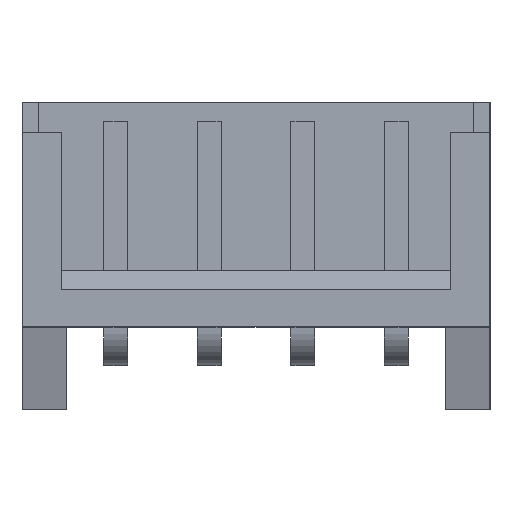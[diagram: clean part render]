
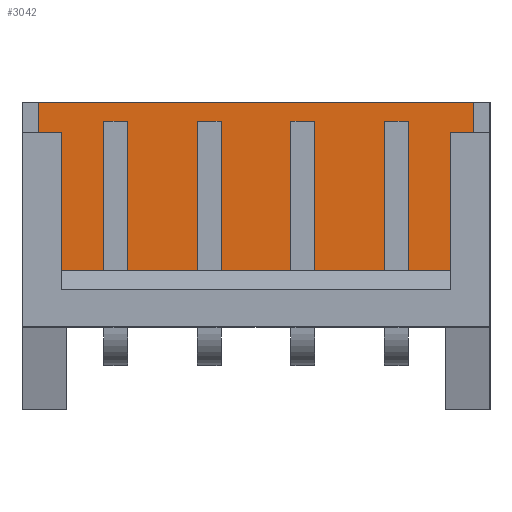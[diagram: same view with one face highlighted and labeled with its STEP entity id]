
A CAD part, top view. The second image highlights one B-rep face of the part: STEP entity #3042.
In plain terms, the highlighted planar face has unit normal (0, 0, 1).
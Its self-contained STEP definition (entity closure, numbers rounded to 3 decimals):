
#44 = PLANE('',#45);
#45 = AXIS2_PLACEMENT_3D('',#46,#47,#48);
#46 = CARTESIAN_POINT('',(10.,2.2,2.7));
#47 = DIRECTION('',(0.,-1.,0.));
#48 = DIRECTION('',(0.,0.,-1.));
#966 = VERTEX_POINT('',#967);
#967 = CARTESIAN_POINT('',(9.55,2.2,0.9));
#981 = PLANE('',#982);
#982 = AXIS2_PLACEMENT_3D('',#983,#984,#985);
#983 = CARTESIAN_POINT('',(9.55,6.7,0.9));
#984 = DIRECTION('',(1.,0.,0.));
#985 = DIRECTION('',(0.,0.,-1.));
#993 = EDGE_CURVE('',#966,#994,#996,.T.);
#994 = VERTEX_POINT('',#995);
#995 = CARTESIAN_POINT('',(-2.05,2.2,0.9));
#996 = SURFACE_CURVE('',#997,(#1001,#1008),.PCURVE_S1.);
#997 = LINE('',#998,#999);
#998 = CARTESIAN_POINT('',(10.,2.2,0.9));
#999 = VECTOR('',#1000,1.);
#1000 = DIRECTION('',(-1.,0.,0.));
#1001 = PCURVE('',#44,#1002);
#1002 = DEFINITIONAL_REPRESENTATION('',(#1003),#1007);
#1003 = LINE('',#1004,#1005);
#1004 = CARTESIAN_POINT('',(1.8,0.));
#1005 = VECTOR('',#1006,1.);
#1006 = DIRECTION('',(0.,-1.));
#1007 = ( GEOMETRIC_REPRESENTATION_CONTEXT(2) 
PARAMETRIC_REPRESENTATION_CONTEXT() REPRESENTATION_CONTEXT('2D SPACE',''
  ) );
#1008 = PCURVE('',#1009,#1014);
#1009 = PLANE('',#1010);
#1010 = AXIS2_PLACEMENT_3D('',#1011,#1012,#1013);
#1011 = CARTESIAN_POINT('',(10.,6.7,0.9));
#1012 = DIRECTION('',(0.,0.,-1.));
#1013 = DIRECTION('',(-1.,0.,0.));
#1014 = DEFINITIONAL_REPRESENTATION('',(#1015),#1019);
#1015 = LINE('',#1016,#1017);
#1016 = CARTESIAN_POINT('',(0.,-4.5));
#1017 = VECTOR('',#1018,1.);
#1018 = DIRECTION('',(1.,0.));
#1019 = ( GEOMETRIC_REPRESENTATION_CONTEXT(2) 
PARAMETRIC_REPRESENTATION_CONTEXT() REPRESENTATION_CONTEXT('2D SPACE',''
  ) );
#1037 = PLANE('',#1038);
#1038 = AXIS2_PLACEMENT_3D('',#1039,#1040,#1041);
#1039 = CARTESIAN_POINT('',(-2.05,6.7,0.9));
#1040 = DIRECTION('',(-1.,0.,0.));
#1041 = DIRECTION('',(0.,0.,1.));
#1160 = VERTEX_POINT('',#1161);
#1161 = CARTESIAN_POINT('',(9.55,6.7,0.9));
#1175 = PLANE('',#1176);
#1176 = AXIS2_PLACEMENT_3D('',#1177,#1178,#1179);
#1177 = CARTESIAN_POINT('',(10.,6.7,0.9));
#1178 = DIRECTION('',(0.,-1.,0.));
#1179 = DIRECTION('',(-1.,0.,0.));
#1187 = EDGE_CURVE('',#1160,#966,#1188,.T.);
#1188 = SURFACE_CURVE('',#1189,(#1193,#1200),.PCURVE_S1.);
#1189 = LINE('',#1190,#1191);
#1190 = CARTESIAN_POINT('',(9.55,6.7,0.9));
#1191 = VECTOR('',#1192,1.);
#1192 = DIRECTION('',(0.,-1.,0.));
#1193 = PCURVE('',#981,#1194);
#1194 = DEFINITIONAL_REPRESENTATION('',(#1195),#1199);
#1195 = LINE('',#1196,#1197);
#1196 = CARTESIAN_POINT('',(0.,0.));
#1197 = VECTOR('',#1198,1.);
#1198 = DIRECTION('',(0.,-1.));
#1199 = ( GEOMETRIC_REPRESENTATION_CONTEXT(2) 
PARAMETRIC_REPRESENTATION_CONTEXT() REPRESENTATION_CONTEXT('2D SPACE',''
  ) );
#1200 = PCURVE('',#1009,#1201);
#1201 = DEFINITIONAL_REPRESENTATION('',(#1202),#1206);
#1202 = LINE('',#1203,#1204);
#1203 = CARTESIAN_POINT('',(0.45,0.));
#1204 = VECTOR('',#1205,1.);
#1205 = DIRECTION('',(0.,-1.));
#1206 = ( GEOMETRIC_REPRESENTATION_CONTEXT(2) 
PARAMETRIC_REPRESENTATION_CONTEXT() REPRESENTATION_CONTEXT('2D SPACE',''
  ) );
#2766 = EDGE_CURVE('',#2767,#994,#2769,.T.);
#2767 = VERTEX_POINT('',#2768);
#2768 = CARTESIAN_POINT('',(-2.05,6.7,0.9));
#2769 = SURFACE_CURVE('',#2770,(#2774,#2781),.PCURVE_S1.);
#2770 = LINE('',#2771,#2772);
#2771 = CARTESIAN_POINT('',(-2.05,6.7,0.9));
#2772 = VECTOR('',#2773,1.);
#2773 = DIRECTION('',(0.,-1.,0.));
#2774 = PCURVE('',#1037,#2775);
#2775 = DEFINITIONAL_REPRESENTATION('',(#2776),#2780);
#2776 = LINE('',#2777,#2778);
#2777 = CARTESIAN_POINT('',(0.,0.));
#2778 = VECTOR('',#2779,1.);
#2779 = DIRECTION('',(0.,-1.));
#2780 = ( GEOMETRIC_REPRESENTATION_CONTEXT(2) 
PARAMETRIC_REPRESENTATION_CONTEXT() REPRESENTATION_CONTEXT('2D SPACE',''
  ) );
#2781 = PCURVE('',#1009,#2782);
#2782 = DEFINITIONAL_REPRESENTATION('',(#2783),#2787);
#2783 = LINE('',#2784,#2785);
#2784 = CARTESIAN_POINT('',(12.05,0.));
#2785 = VECTOR('',#2786,1.);
#2786 = DIRECTION('',(0.,-1.));
#2787 = ( GEOMETRIC_REPRESENTATION_CONTEXT(2) 
PARAMETRIC_REPRESENTATION_CONTEXT() REPRESENTATION_CONTEXT('2D SPACE',''
  ) );
#3042 = ADVANCED_FACE('',(#3043),#1009,.F.);
#3043 = FACE_BOUND('',#3044,.T.);
#3044 = EDGE_LOOP('',(#3045,#3046,#3047,#3048));
#3045 = ORIENTED_EDGE('',*,*,#2766,.T.);
#3046 = ORIENTED_EDGE('',*,*,#993,.F.);
#3047 = ORIENTED_EDGE('',*,*,#1187,.F.);
#3048 = ORIENTED_EDGE('',*,*,#3049,.T.);
#3049 = EDGE_CURVE('',#1160,#2767,#3050,.T.);
#3050 = SURFACE_CURVE('',#3051,(#3055,#3062),.PCURVE_S1.);
#3051 = LINE('',#3052,#3053);
#3052 = CARTESIAN_POINT('',(10.,6.7,0.9));
#3053 = VECTOR('',#3054,1.);
#3054 = DIRECTION('',(-1.,0.,0.));
#3055 = PCURVE('',#1009,#3056);
#3056 = DEFINITIONAL_REPRESENTATION('',(#3057),#3061);
#3057 = LINE('',#3058,#3059);
#3058 = CARTESIAN_POINT('',(0.,0.));
#3059 = VECTOR('',#3060,1.);
#3060 = DIRECTION('',(1.,0.));
#3061 = ( GEOMETRIC_REPRESENTATION_CONTEXT(2) 
PARAMETRIC_REPRESENTATION_CONTEXT() REPRESENTATION_CONTEXT('2D SPACE',''
  ) );
#3062 = PCURVE('',#1175,#3063);
#3063 = DEFINITIONAL_REPRESENTATION('',(#3064),#3068);
#3064 = LINE('',#3065,#3066);
#3065 = CARTESIAN_POINT('',(0.,0.));
#3066 = VECTOR('',#3067,1.);
#3067 = DIRECTION('',(1.,0.));
#3068 = ( GEOMETRIC_REPRESENTATION_CONTEXT(2) 
PARAMETRIC_REPRESENTATION_CONTEXT() REPRESENTATION_CONTEXT('2D SPACE',''
  ) );
